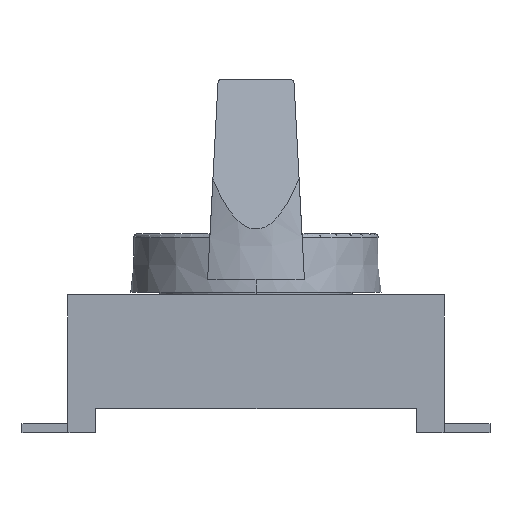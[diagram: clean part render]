
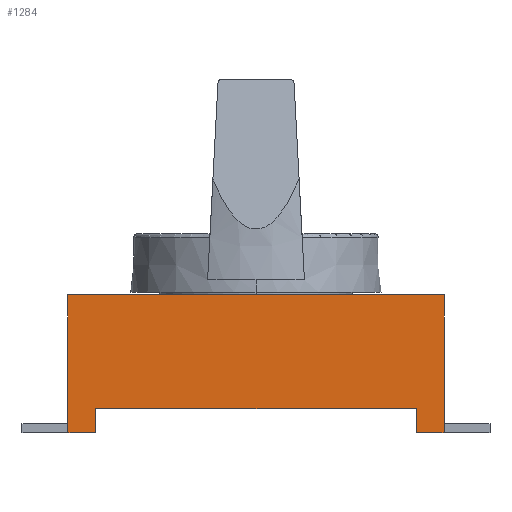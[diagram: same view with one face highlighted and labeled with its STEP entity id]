
A CAD part, left-side view. The second image highlights one B-rep face of the part: STEP entity #1284.
In plain terms, the highlighted planar face has unit normal (-1, 0, 0).
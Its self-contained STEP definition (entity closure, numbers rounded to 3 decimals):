
#1284=ADVANCED_FACE('',(#3365),#3366,.F.);
#1800=VERTEX_POINT('',#3896);
#1804=VERTEX_POINT('',#3900);
#1806=EDGE_CURVE('',#1800,#1804,#3902,.T.);
#2728=VERTEX_POINT('',#4824);
#2732=VERTEX_POINT('',#4828);
#2734=EDGE_CURVE('',#2732,#2728,#4830,.T.);
#2738=VERTEX_POINT('',#4834);
#2740=EDGE_CURVE('',#2728,#2738,#4836,.T.);
#2752=VERTEX_POINT('',#4848);
#2754=EDGE_CURVE('',#2752,#2732,#4850,.T.);
#2758=VERTEX_POINT('',#4854);
#2760=EDGE_CURVE('',#2758,#2738,#4856,.T.);
#2762=EDGE_CURVE('',#1804,#2758,#4858,.T.);
#2764=VERTEX_POINT('',#4860);
#2766=EDGE_CURVE('',#1800,#2764,#4862,.T.);
#2768=EDGE_CURVE('',#2752,#2764,#4864,.T.);
#3365=FACE_OUTER_BOUND('',#5451,.T.);
#3366=PLANE('',#5452);
#3896=CARTESIAN_POINT('',(0.0,50.5,16.5));
#3900=CARTESIAN_POINT('',(0.0,5.5,16.5));
#3902=LINE('',#6335,#6336);
#4824=CARTESIAN_POINT('',(0.0,8.8,2.9));
#4828=CARTESIAN_POINT('',(0.0,47.2,2.9));
#4830=LINE('',#7750,#7751);
#4834=CARTESIAN_POINT('',(0.0,8.8,0.0));
#4836=LINE('',#7760,#7761);
#4848=CARTESIAN_POINT('',(0.0,47.2,0.0));
#4850=LINE('',#7782,#7783);
#4854=CARTESIAN_POINT('',(0.0,5.5,0.0));
#4856=LINE('',#7792,#7793);
#4858=LINE('',#7796,#7797);
#4860=CARTESIAN_POINT('',(0.0,50.5,0.0));
#4862=LINE('',#7802,#7803);
#4864=LINE('',#7806,#7807);
#5451=EDGE_LOOP('',(#9439,#9440,#9441,#9442,#9443,#9444,#9445,#9446));
#5452=AXIS2_PLACEMENT_3D('',#9447,#9448,#9449);
#6335=CARTESIAN_POINT('',(0.0,28.0,16.5));
#6336=VECTOR('',#9778,1.0);
#7750=CARTESIAN_POINT('',(0.0,28.0,2.9));
#7751=VECTOR('',#10194,1.0);
#7760=CARTESIAN_POINT('',(0.0,8.8,4.85));
#7761=VECTOR('',#10196,1.0);
#7782=CARTESIAN_POINT('',(0.0,47.2,4.85));
#7783=VECTOR('',#10200,1.0);
#7792=CARTESIAN_POINT('',(0.0,28.0,0.0));
#7793=VECTOR('',#10202,1.0);
#7796=CARTESIAN_POINT('',(0.0,5.5,8.25));
#7797=VECTOR('',#10203,1.0);
#7802=CARTESIAN_POINT('',(0.0,50.5,8.25));
#7803=VECTOR('',#10204,1.0);
#7806=CARTESIAN_POINT('',(0.0,28.0,0.0));
#7807=VECTOR('',#10205,1.0);
#9439=ORIENTED_EDGE('',*,*,#2754,.T.);
#9440=ORIENTED_EDGE('',*,*,#2734,.T.);
#9441=ORIENTED_EDGE('',*,*,#2740,.T.);
#9442=ORIENTED_EDGE('',*,*,#2760,.F.);
#9443=ORIENTED_EDGE('',*,*,#2762,.F.);
#9444=ORIENTED_EDGE('',*,*,#1806,.F.);
#9445=ORIENTED_EDGE('',*,*,#2766,.T.);
#9446=ORIENTED_EDGE('',*,*,#2768,.F.);
#9447=CARTESIAN_POINT('',(0.0,28.0,8.25));
#9448=DIRECTION('',(1.0,0.0,0.0));
#9449=DIRECTION('',(0.0,0.0,-1.0));
#9778=DIRECTION('',(0.0,-1.0,0.0));
#10194=DIRECTION('',(0.0,-1.0,0.0));
#10196=DIRECTION('',(0.0,0.0,-1.0));
#10200=DIRECTION('',(0.0,0.0,1.0));
#10202=DIRECTION('',(0.0,1.0,0.0));
#10203=DIRECTION('',(0.0,0.0,-1.0));
#10204=DIRECTION('',(0.0,0.0,-1.0));
#10205=DIRECTION('',(0.0,1.0,0.0));
